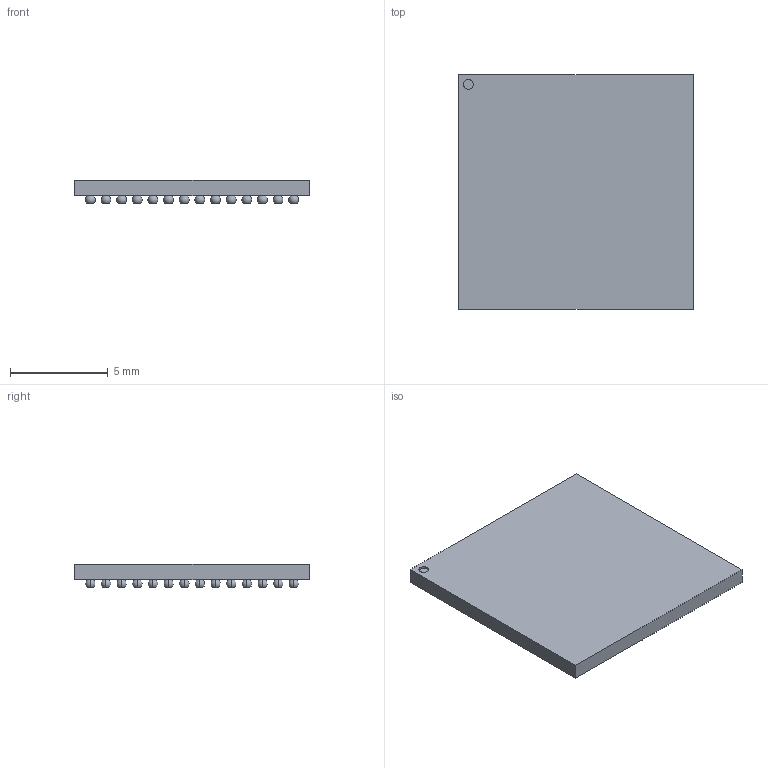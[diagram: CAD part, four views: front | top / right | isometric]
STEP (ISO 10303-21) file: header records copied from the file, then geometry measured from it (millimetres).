
FILE_DESCRIPTION((''),'2;1');
FILE_NAME('BGA180C80P14X14_1200X1200X120.stp','2016-08-16T15:32:33',(''),(''),'Mechanical Desktop 2011','Mechanical Desktop 2011',', , ');
FILE_SCHEMA(('AUTOMOTIVE_DESIGN { 1 2 10303 214 1 1 1 1 }'));
Length unit declared in the file: millimetre
Products named in the file (1): Product
Bounding box: 12 x 12 x 1.2 mm (x, y, z)
Volume: 126.3 mm3; surface area: 465.1 mm2
Topology: 181 solids, 181 shells, 729 faces, 1458 edges, 1092 vertices
Faces by surface type: plane 367, sphere 360, cylinder 2
Entity records: 20268 total; most frequent: DIRECTION 4362, CARTESIAN_POINT 3280, ORIENTED_EDGE 2916, AXIS2_PLACEMENT_3D 2174, EDGE_CURVE 1458, CIRCLE 1444, VERTEX_POINT 1092, EDGE_LOOP 730
